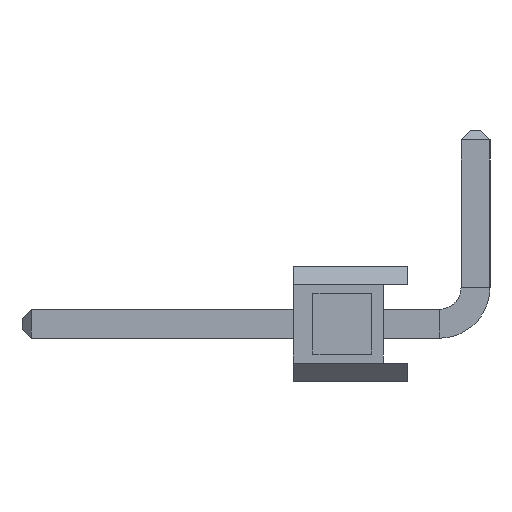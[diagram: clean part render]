
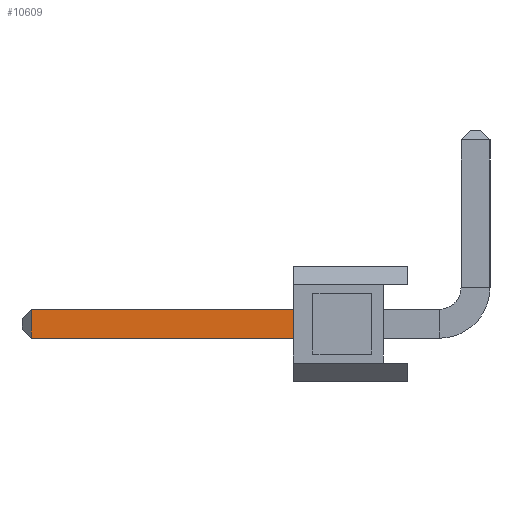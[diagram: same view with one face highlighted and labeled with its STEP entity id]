
A CAD part, left-side view. The second image highlights one B-rep face of the part: STEP entity #10609.
In plain terms, the highlighted planar face has unit normal (-1, 0, 0).
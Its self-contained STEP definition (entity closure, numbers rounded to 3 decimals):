
#332 = VERTEX_POINT ( 'NONE', #12676 ) ;
#571 = VERTEX_POINT ( 'NONE', #19443 ) ;
#1172 = VECTOR ( 'NONE', #10250, 1000. ) ;
#1735 = LINE ( 'NONE', #13808, #1172 ) ;
#2813 = VECTOR ( 'NONE', #5590, 1000. ) ;
#3064 = LINE ( 'NONE', #16117, #2813 ) ;
#3831 = VECTOR ( 'NONE', #13936, 1000. ) ;
#4140 = FACE_OUTER_BOUND ( 'NONE', #18271, .T. ) ;
#5430 = VERTEX_POINT ( 'NONE', #10277 ) ;
#5590 = DIRECTION ( 'NONE',  ( 0., 0., -1. ) ) ;
#6414 = ORIENTED_EDGE ( 'NONE', *, *, #23009, .F. ) ;
#7682 = ORIENTED_EDGE ( 'NONE', *, *, #22496, .F. ) ;
#9976 = DIRECTION ( 'NONE',  ( 0., 0., 1. ) ) ;
#10011 = DIRECTION ( 'NONE',  ( 0., 1., 0. ) ) ;
#10250 = DIRECTION ( 'NONE',  ( 0., 0., -1. ) ) ;
#10277 = CARTESIAN_POINT ( 'NONE',  ( -0.32, 2.54, 0.32 ) ) ;
#10293 = CARTESIAN_POINT ( 'NONE',  ( -0.32, 8.34, 0.32 ) ) ;
#10483 = LINE ( 'NONE', #15789, #3831 ) ;
#10485 = AXIS2_PLACEMENT_3D ( 'NONE', #11685, #20349, #9976 ) ;
#10609 = ADVANCED_FACE ( 'NONE', ( #4140 ), #20658, .T. ) ;
#11685 = CARTESIAN_POINT ( 'NONE',  ( -0.32, -0.7, -0.32 ) ) ;
#12676 = CARTESIAN_POINT ( 'NONE',  ( -0.32, 8.34, -0.32 ) ) ;
#13282 = ORIENTED_EDGE ( 'NONE', *, *, #18552, .T. ) ;
#13602 = ORIENTED_EDGE ( 'NONE', *, *, #16134, .T. ) ;
#13808 = CARTESIAN_POINT ( 'NONE',  ( -0.32, 2.54, 0. ) ) ;
#13936 = DIRECTION ( 'NONE',  ( 0., 1., 0. ) ) ;
#15789 = CARTESIAN_POINT ( 'NONE',  ( -0.32, -0.7, 0.32 ) ) ;
#16117 = CARTESIAN_POINT ( 'NONE',  ( -0.32, 8.34, -0.32 ) ) ;
#16134 = EDGE_CURVE ( 'NONE', #18383, #332, #3064, .T. ) ;
#18271 = EDGE_LOOP ( 'NONE', ( #13282, #13602, #6414, #7682 ) ) ;
#18383 = VERTEX_POINT ( 'NONE', #10293 ) ;
#18552 = EDGE_CURVE ( 'NONE', #5430, #18383, #10483, .T. ) ;
#19278 = VECTOR ( 'NONE', #10011, 1000. ) ;
#19443 = CARTESIAN_POINT ( 'NONE',  ( -0.32, 2.54, -0.32 ) ) ;
#20349 = DIRECTION ( 'NONE',  ( -1., 0., 0. ) ) ;
#20405 = LINE ( 'NONE', #20832, #19278 ) ;
#20658 = PLANE ( 'NONE',  #10485 ) ;
#20832 = CARTESIAN_POINT ( 'NONE',  ( -0.32, -0.7, -0.32 ) ) ;
#22496 = EDGE_CURVE ( 'NONE', #5430, #571, #1735, .T. ) ;
#23009 = EDGE_CURVE ( 'NONE', #571, #332, #20405, .T. ) ;
